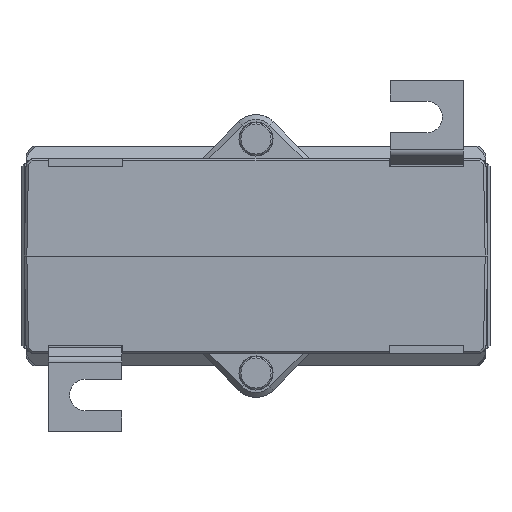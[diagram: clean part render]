
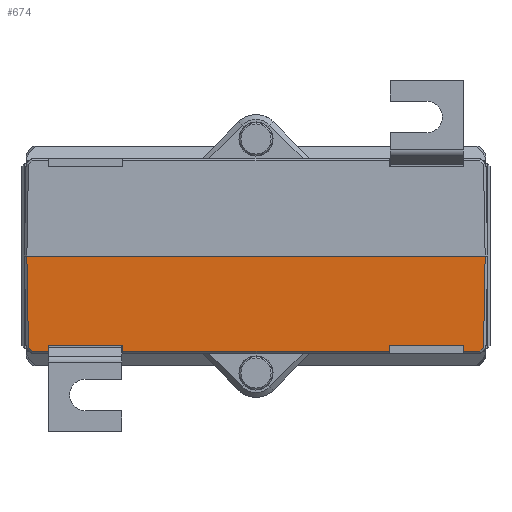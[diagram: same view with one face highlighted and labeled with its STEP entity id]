
A CAD part, front view. The second image highlights one B-rep face of the part: STEP entity #674.
In plain terms, the highlighted face is planar.
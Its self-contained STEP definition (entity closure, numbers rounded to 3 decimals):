
#466 = ORIENTED_EDGE ( 'NONE', *, *, #481, .T. ) ;
#467 = VERTEX_POINT ( 'NONE', #47345 ) ;
#468 = VERTEX_POINT ( 'NONE', #47338 ) ;
#472 = VERTEX_POINT ( 'NONE', #47317 ) ;
#474 = ORIENTED_EDGE ( 'NONE', *, *, #478, .T. ) ;
#475 = ORIENTED_EDGE ( 'NONE', *, *, #495, .T. ) ;
#476 = ORIENTED_EDGE ( 'NONE', *, *, #65233, .T. ) ;
#477 = VERTEX_POINT ( 'NONE', #47324 ) ;
#478 = EDGE_CURVE ( 'NONE', #468, #467, #47306, .T. ) ;
#479 = VERTEX_POINT ( 'NONE', #47299 ) ;
#480 = EDGE_CURVE ( 'NONE', #467, #65258, #47301, .T. ) ;
#481 = EDGE_CURVE ( 'NONE', #678, #468, #47406, .T. ) ;
#482 = ORIENTED_EDGE ( 'NONE', *, *, #480, .T. ) ;
#483 = EDGE_CURVE ( 'NONE', #678, #679, #47412, .T. ) ;
#486 = VERTEX_POINT ( 'NONE', #47288 ) ;
#487 = VERTEX_POINT ( 'NONE', #47394 ) ;
#488 = EDGE_CURVE ( 'NONE', #479, #477, #47384, .T. ) ;
#489 = EDGE_CURVE ( 'NONE', #1973, #2562, #47376, .T. ) ;
#491 = EDGE_CURVE ( 'NONE', #679, #1973, #47366, .T. ) ;
#492 = ORIENTED_EDGE ( 'NONE', *, *, #494, .T. ) ;
#493 = VERTEX_POINT ( 'NONE', #47361 ) ;
#494 = EDGE_CURVE ( 'NONE', #65292, #472, #47354, .T. ) ;
#495 = EDGE_CURVE ( 'NONE', #493, #477, #47470, .T. ) ;
#496 = EDGE_CURVE ( 'NONE', #472, #493, #47465, .T. ) ;
#497 = ORIENTED_EDGE ( 'NONE', *, *, #496, .T. ) ;
#498 = ORIENTED_EDGE ( 'NONE', *, *, #509, .T. ) ;
#503 = EDGE_CURVE ( 'NONE', #486, #487, #47439, .T. ) ;
#505 = ORIENTED_EDGE ( 'NONE', *, *, #488, .F. ) ;
#509 = EDGE_CURVE ( 'NONE', #479, #487, #47419, .T. ) ;
#510 = ORIENTED_EDGE ( 'NONE', *, *, #512, .T. ) ;
#512 = EDGE_CURVE ( 'NONE', #486, #2562, #47538, .T. ) ;
#674 = ADVANCED_FACE ( 'NONE', ( #48188 ), #48180, .T. ) ;
#675 = ORIENTED_EDGE ( 'NONE', *, *, #491, .F. ) ;
#678 = VERTEX_POINT ( 'NONE', #48178 ) ;
#679 = VERTEX_POINT ( 'NONE', #48146 ) ;
#680 = ORIENTED_EDGE ( 'NONE', *, *, #503, .F. ) ;
#1403 = ORIENTED_EDGE ( 'NONE', *, *, #483, .F. ) ;
#1917 = ORIENTED_EDGE ( 'NONE', *, *, #489, .F. ) ;
#1973 = VERTEX_POINT ( 'NONE', #51118 ) ;
#2562 = VERTEX_POINT ( 'NONE', #51177 ) ;
#4459 = EDGE_LOOP ( 'NONE', ( #1917, #675, #1403, #466, #474, #482, #476, #492, #497, #475, #505, #498, #680, #510 ) ) ;
#47288 = CARTESIAN_POINT ( 'NONE',  ( 27.382, -47.91, 19.5 ) ) ;
#47293 = DIRECTION ( 'NONE',  ( -0.719, -0.012, -0.695 ) ) ;
#47294 = VECTOR ( 'NONE', #47293, 1000. ) ;
#47299 = CARTESIAN_POINT ( 'NONE',  ( 42.608, -47.929, 18.4 ) ) ;
#47300 = CARTESIAN_POINT ( 'NONE',  ( -47., -48.25, -0.009 ) ) ;
#47301 = LINE ( 'NONE', #47300, #47410 ) ;
#47305 = CARTESIAN_POINT ( 'NONE',  ( -46.817, -47.925, 18.636 ) ) ;
#47306 = LINE ( 'NONE', #47305, #47294 ) ;
#47317 = CARTESIAN_POINT ( 'NONE',  ( 46.672, -47.922, 18.775 ) ) ;
#47324 = CARTESIAN_POINT ( 'NONE',  ( 42.618, -47.91, 19.5 ) ) ;
#47338 = CARTESIAN_POINT ( 'NONE',  ( -45.922, -47.91, 19.5 ) ) ;
#47345 = CARTESIAN_POINT ( 'NONE',  ( -46.672, -47.922, 18.776 ) ) ;
#47350 = DIRECTION ( 'NONE',  ( -0.017, 0.017, 1. ) ) ;
#47351 = VECTOR ( 'NONE', #47350, 1000. ) ;
#47353 = CARTESIAN_POINT ( 'NONE',  ( 46.971, -48.221, 1.648 ) ) ;
#47354 = LINE ( 'NONE', #47353, #47351 ) ;
#47361 = CARTESIAN_POINT ( 'NONE',  ( 45.922, -47.91, 19.5 ) ) ;
#47362 = DIRECTION ( 'NONE',  ( 1., 0., 0. ) ) ;
#47363 = VECTOR ( 'NONE', #47362, 1000. ) ;
#47365 = CARTESIAN_POINT ( 'NONE',  ( -47.5, -47.929, 18.4 ) ) ;
#47366 = LINE ( 'NONE', #47365, #47363 ) ;
#47373 = DIRECTION ( 'NONE',  ( 0.009, 0.017, 1. ) ) ;
#47374 = VECTOR ( 'NONE', #47373, 1000. ) ;
#47375 = CARTESIAN_POINT ( 'NONE',  ( -27.554, -48.253, -0.174 ) ) ;
#47376 = LINE ( 'NONE', #47375, #47374 ) ;
#47381 = DIRECTION ( 'NONE',  ( 0.009, 0.017, 1. ) ) ;
#47382 = VECTOR ( 'NONE', #47381, 1000. ) ;
#47383 = CARTESIAN_POINT ( 'NONE',  ( 42.441, -48.264, -0.785 ) ) ;
#47384 = LINE ( 'NONE', #47383, #47382 ) ;
#47391 = DIRECTION ( 'NONE',  ( 0.009, -0.017, -1. ) ) ;
#47393 = VECTOR ( 'NONE', #47391, 1000. ) ;
#47394 = CARTESIAN_POINT ( 'NONE',  ( 27.392, -47.929, 18.4 ) ) ;
#47398 = CARTESIAN_POINT ( 'NONE',  ( -42.448, -48.249, 0.044 ) ) ;
#47400 = DIRECTION ( 'NONE',  ( -1., 0., 0. ) ) ;
#47401 = VECTOR ( 'NONE', #47400, 1000. ) ;
#47403 = CARTESIAN_POINT ( 'NONE',  ( -46.133, -47.91, 19.5 ) ) ;
#47406 = LINE ( 'NONE', #47403, #47401 ) ;
#47409 = DIRECTION ( 'NONE',  ( -0.017, -0.017, -1. ) ) ;
#47410 = VECTOR ( 'NONE', #47409, 1000. ) ;
#47412 = LINE ( 'NONE', #47398, #47393 ) ;
#47419 = LINE ( 'NONE', #47531, #47530 ) ;
#47425 = DIRECTION ( 'NONE',  ( 0.009, -0.017, -1. ) ) ;
#47427 = VECTOR ( 'NONE', #47425, 1000. ) ;
#47429 = CARTESIAN_POINT ( 'NONE',  ( 27.547, -48.239, 0.655 ) ) ;
#47439 = LINE ( 'NONE', #47429, #47427 ) ;
#47459 = DIRECTION ( 'NONE',  ( -0.719, 0.012, 0.695 ) ) ;
#47460 = VECTOR ( 'NONE', #47459, 1000. ) ;
#47462 = CARTESIAN_POINT ( 'NONE',  ( 45.781, -47.907, 19.636 ) ) ;
#47465 = LINE ( 'NONE', #47462, #47460 ) ;
#47467 = DIRECTION ( 'NONE',  ( -1., 0., 0. ) ) ;
#47468 = VECTOR ( 'NONE', #47467, 1000. ) ;
#47469 = CARTESIAN_POINT ( 'NONE',  ( -46.133, -47.91, 19.5 ) ) ;
#47470 = LINE ( 'NONE', #47469, #47468 ) ;
#47518 = DIRECTION ( 'NONE',  ( -1., 0., 0. ) ) ;
#47520 = VECTOR ( 'NONE', #47518, 1000. ) ;
#47529 = DIRECTION ( 'NONE',  ( -1., 0., 0. ) ) ;
#47530 = VECTOR ( 'NONE', #47529, 1000. ) ;
#47531 = CARTESIAN_POINT ( 'NONE',  ( -47.5, -47.929, 18.4 ) ) ;
#47536 = CARTESIAN_POINT ( 'NONE',  ( -46.133, -47.91, 19.5 ) ) ;
#47538 = LINE ( 'NONE', #47536, #47520 ) ;
#48088 = CARTESIAN_POINT ( 'NONE',  ( -47.5, -48.25, 0. ) ) ;
#48146 = CARTESIAN_POINT ( 'NONE',  ( -42.608, -47.929, 18.4 ) ) ;
#48161 = DIRECTION ( 'NONE',  ( 0., -0.017, -1. ) ) ;
#48163 = DIRECTION ( 'NONE',  ( 0., -1., 0.017 ) ) ;
#48176 = AXIS2_PLACEMENT_3D ( 'NONE', #48088, #48163, #48161 ) ;
#48178 = CARTESIAN_POINT ( 'NONE',  ( -42.618, -47.91, 19.5 ) ) ;
#48180 = PLANE ( 'NONE',  #48176 ) ;
#48188 = FACE_OUTER_BOUND ( 'NONE', #4459, .T. ) ;
#51118 = CARTESIAN_POINT ( 'NONE',  ( -27.392, -47.929, 18.4 ) ) ;
#51177 = CARTESIAN_POINT ( 'NONE',  ( -27.382, -47.91, 19.5 ) ) ;
#65233 = EDGE_CURVE ( 'NONE', #65258, #65292, #70003, .T. ) ;
#65258 = VERTEX_POINT ( 'NONE', #70045 ) ;
#65292 = VERTEX_POINT ( 'NONE', #70073 ) ;
#70002 = CARTESIAN_POINT ( 'NONE',  ( -47.5, -48.25, 0. ) ) ;
#70003 = LINE ( 'NONE', #70002, #70048 ) ;
#70045 = CARTESIAN_POINT ( 'NONE',  ( -47., -48.25, 0. ) ) ;
#70046 = DIRECTION ( 'NONE',  ( 1., 0., 0. ) ) ;
#70048 = VECTOR ( 'NONE', #70046, 1000. ) ;
#70073 = CARTESIAN_POINT ( 'NONE',  ( 47., -48.25, 0. ) ) ;
